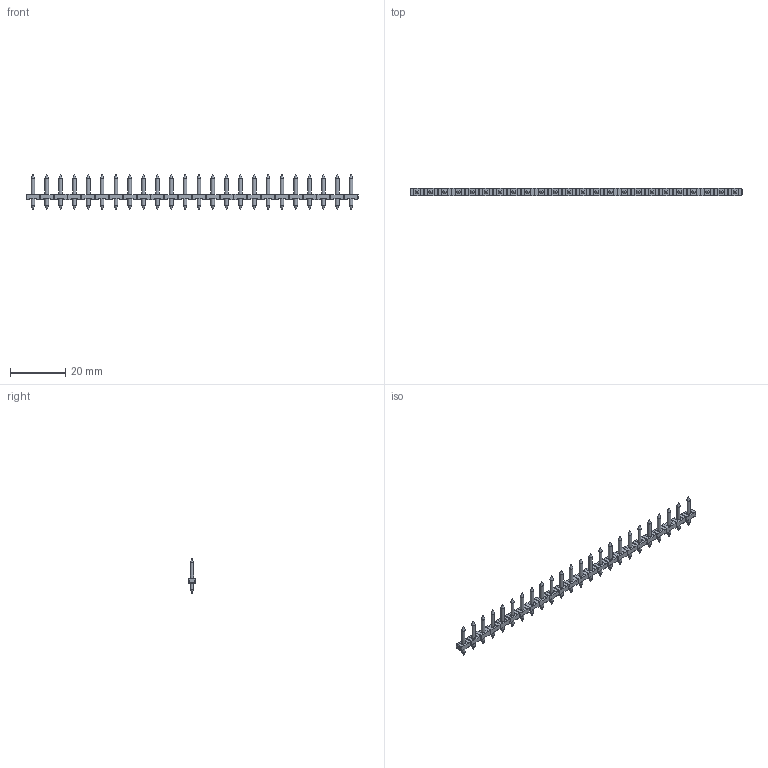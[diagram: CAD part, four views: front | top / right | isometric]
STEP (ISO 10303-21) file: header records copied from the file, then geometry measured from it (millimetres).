
FILE_DESCRIPTION( ( 'Unknown' ), '1' );
FILE_NAME( '691300700024.stp', 'Unknown', ( 'Unknown' ), ( 'Unknown' ), 'PSStep 14.0', 'Unknown', ' ' );
FILE_SCHEMA( ( 'AUTOMOTIVE_DESIGN { 1 0 10303 214 1 1 1 1 }' ) );
Length unit declared in the file: millimetre
Products named in the file (3): Assem1; 6913007000xx_PIN; 691300700024
Assembly tree (25 placements, depth 2):
  Assem1
    6913007000xx_PIN  x24
    691300700024
Bounding box: 120 x 2.7 x 12.45 mm (x, y, z)
Volume: 861.1 mm3; surface area: 2394.3 mm2
Topology: 25 solids, 25 shells, 626 faces, 1396 edges, 820 vertices
Faces by surface type: plane 530, cylinder 48, cone 48
Full cylindrical faces by diameter (mm): 1.3 x48
Entity records: 18540 total; most frequent: CARTESIAN_POINT 2473, ORIENTED_EDGE 2416, DIRECTION 2334, EDGE_CURVE 1208, LINE 1156, VECTOR 1156, VERTEX_POINT 728, AXIS2_PLACEMENT_3D 589
